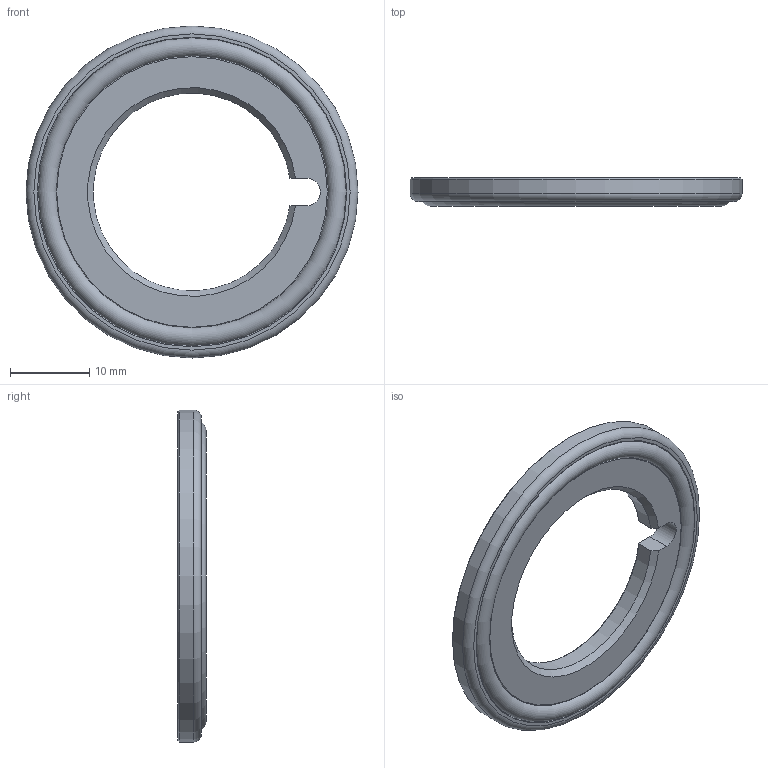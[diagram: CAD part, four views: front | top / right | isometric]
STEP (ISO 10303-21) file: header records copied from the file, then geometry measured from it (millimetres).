
FILE_DESCRIPTION (( 'STEP AP214' ), '1' );
FILE_NAME ('STARK_804 269_B.STEP', '2021-08-11T07:26:15', ( '' ), ( '' ), 'SwSTEP 2.0', 'SolidWorks 2019', '' );
FILE_SCHEMA (( 'AUTOMOTIVE_DESIGN' ));
Length unit declared in the file: millimetre
Products named in the file (1): STARK_804 269_B
Bounding box: 42 x 3.6 x 42 mm (x, y, z)
Volume: 2697.8 mm3; surface area: 2386.2 mm2
Topology: 1 solids, 1 shells, 15 faces, 32 edges, 20 vertices
Faces by surface type: plane 5, torus 4, cone 3, cylinder 3
Full cylindrical faces by diameter (mm): 42 x1
Entity records: 431 total; most frequent: CARTESIAN_POINT 74, DIRECTION 68, ORIENTED_EDGE 52, AXIS2_PLACEMENT_3D 30, EDGE_CURVE 26, EDGE_LOOP 24, VERTEX_POINT 20, FACE_OUTER_BOUND 20
